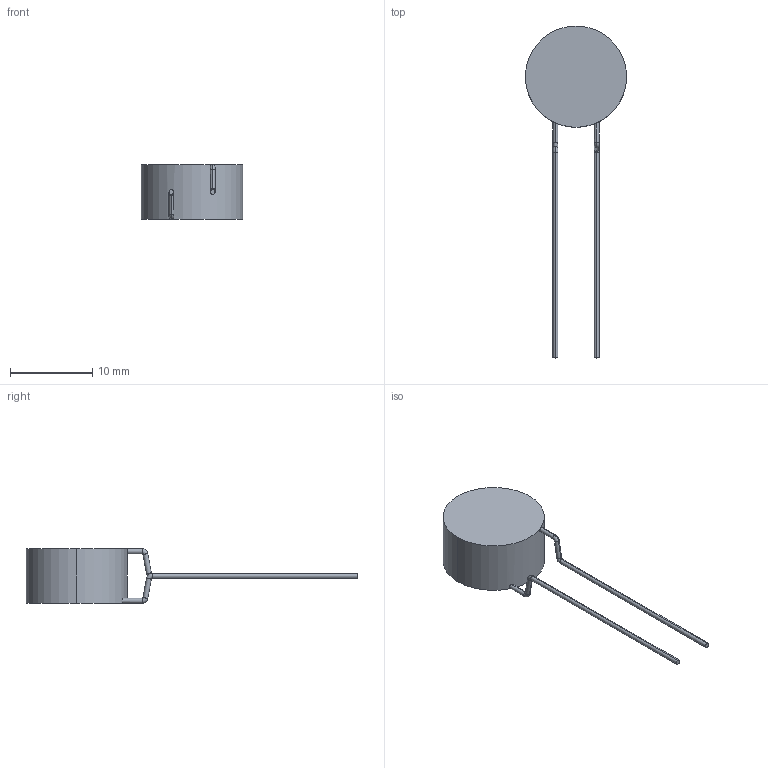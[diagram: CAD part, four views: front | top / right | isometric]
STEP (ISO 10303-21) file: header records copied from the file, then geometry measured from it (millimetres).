
FILE_DESCRIPTION (( 'STEP AP214' ), '1' );
FILE_NAME ('PTCEL13R.STEP', '2016-08-18T12:05:07', ( '' ), ( '' ), 'SwSTEP 2.0', 'SolidWorks 2016', '' );
FILE_SCHEMA (( 'AUTOMOTIVE_DESIGN' ));
Length unit declared in the file: millimetre
Products named in the file (1): PTCEL13R
Bounding box: 12.3 x 40.3 x 6.6 mm (x, y, z)
Volume: 801.1 mm3; surface area: 606.9 mm2
Topology: 1 solids, 1 shells, 26 faces, 50 edges, 28 vertices
Faces by surface type: cylinder 14, torus 8, plane 4
Entity records: 720 total; most frequent: CARTESIAN_POINT 141, DIRECTION 132, ORIENTED_EDGE 100, AXIS2_PLACEMENT_3D 59, EDGE_CURVE 50, CIRCLE 32, VERTEX_POINT 28, EDGE_LOOP 28
